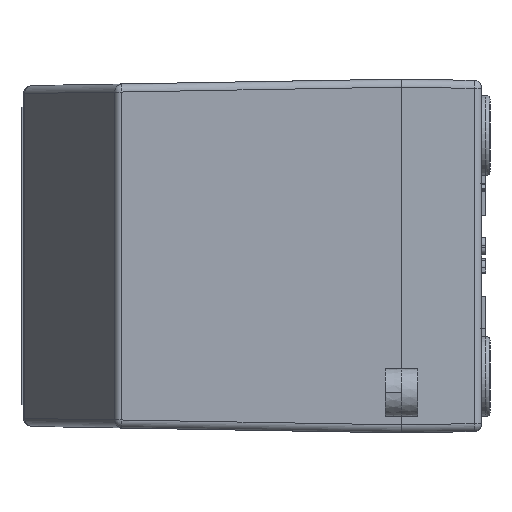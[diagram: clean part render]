
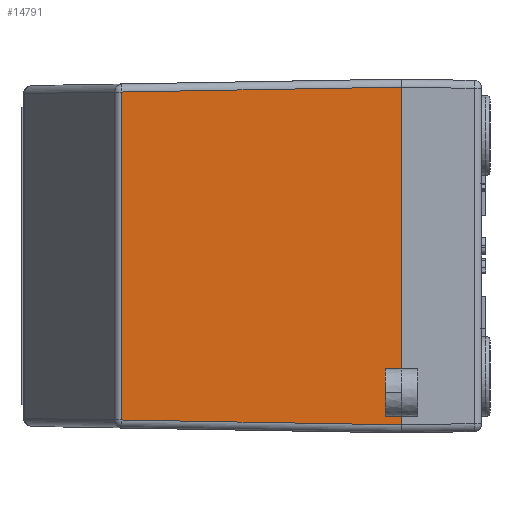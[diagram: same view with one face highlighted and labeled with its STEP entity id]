
A CAD part, left-side view. The second image highlights one B-rep face of the part: STEP entity #14791.
In plain terms, the highlighted planar face has unit normal (-1, 0.018, 0).
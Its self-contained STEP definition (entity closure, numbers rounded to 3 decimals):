
#135 = ORIENTED_EDGE ( 'NONE', *, *, #26743, .T. ) ;
#180 = VERTEX_POINT ( 'NONE', #24956 ) ;
#623 = CARTESIAN_POINT ( 'NONE',  ( -67.636, 42.626, 20.392 ) ) ;
#757 = VERTEX_POINT ( 'NONE', #8186 ) ;
#2278 = LINE ( 'NONE', #13849, #30606 ) ;
#2831 = VECTOR ( 'NONE', #3689, 1000. ) ;
#3197 = LINE ( 'NONE', #31360, #30645 ) ;
#3689 = DIRECTION ( 'NONE',  ( -0.017, -1., 0.017 ) ) ;
#4100 = EDGE_CURVE ( 'NONE', #11726, #757, #20435, .T. ) ;
#4423 = ORIENTED_EDGE ( 'NONE', *, *, #14674, .T. ) ;
#5074 = VERTEX_POINT ( 'NONE', #623 ) ;
#5636 = CARTESIAN_POINT ( 'NONE',  ( -68.244, 7.81, -20. ) ) ;
#5765 = EDGE_LOOP ( 'NONE', ( #4423, #7600, #135, #17132, #17519, #19979, #31668, #6374 ) ) ;
#6031 = VERTEX_POINT ( 'NONE', #27959 ) ;
#6374 = ORIENTED_EDGE ( 'NONE', *, *, #31734, .T. ) ;
#7288 = DIRECTION ( 'NONE',  ( 0., 0., 1. ) ) ;
#7600 = ORIENTED_EDGE ( 'NONE', *, *, #35532, .T. ) ;
#8186 = CARTESIAN_POINT ( 'NONE',  ( -68.209, 9.81, -14.035 ) ) ;
#9621 = VECTOR ( 'NONE', #7288, 1000. ) ;
#11632 = CARTESIAN_POINT ( 'NONE',  ( -68.244, 7.81, -22. ) ) ;
#11726 = VERTEX_POINT ( 'NONE', #25058 ) ;
#11851 = CARTESIAN_POINT ( 'NONE',  ( -68.242, 7.95, -14.002 ) ) ;
#12115 = LINE ( 'NONE', #24516, #32270 ) ;
#13849 = CARTESIAN_POINT ( 'NONE',  ( -67.636, 42.626, -22. ) ) ;
#14493 = DIRECTION ( 'NONE',  ( 0., 0., 1. ) ) ;
#14552 = LINE ( 'NONE', #29315, #20983 ) ;
#14674 = EDGE_CURVE ( 'NONE', #5074, #6031, #2278, .T. ) ;
#14791 = ADVANCED_FACE ( 'NONE', ( #29736 ), #31235, .T. ) ;
#14793 = CARTESIAN_POINT ( 'NONE',  ( -68.244, 7.81, -22. ) ) ;
#15625 = DIRECTION ( 'NONE',  ( -0.017, -1., -0.017 ) ) ;
#17045 = DIRECTION ( 'NONE',  ( 0., 0., 1. ) ) ;
#17132 = ORIENTED_EDGE ( 'NONE', *, *, #32990, .F. ) ;
#17318 = VERTEX_POINT ( 'NONE', #5636 ) ;
#17455 = LINE ( 'NONE', #11632, #23883 ) ;
#17519 = ORIENTED_EDGE ( 'NONE', *, *, #4100, .T. ) ;
#17530 = DIRECTION ( 'NONE',  ( 0.017, 1., 0. ) ) ;
#17662 = DIRECTION ( 'NONE',  ( 0.017, 1., -0.017 ) ) ;
#18044 = CARTESIAN_POINT ( 'NONE',  ( -68.244, 7.81, -22. ) ) ;
#19157 = EDGE_CURVE ( 'NONE', #20404, #32547, #17455, .T. ) ;
#19979 = ORIENTED_EDGE ( 'NONE', *, *, #25094, .T. ) ;
#20292 = CARTESIAN_POINT ( 'NONE',  ( -68.209, 9.81, -17. ) ) ;
#20404 = VERTEX_POINT ( 'NONE', #22376 ) ;
#20435 = LINE ( 'NONE', #20292, #34164 ) ;
#20983 = VECTOR ( 'NONE', #15625, 1000. ) ;
#22376 = CARTESIAN_POINT ( 'NONE',  ( -68.244, 7.81, -14. ) ) ;
#23883 = VECTOR ( 'NONE', #14493, 1000. ) ;
#24516 = CARTESIAN_POINT ( 'NONE',  ( -68.245, 7.775, -20.001 ) ) ;
#24956 = CARTESIAN_POINT ( 'NONE',  ( -68.244, 7.81, -21. ) ) ;
#25058 = CARTESIAN_POINT ( 'NONE',  ( -68.209, 9.81, -19.965 ) ) ;
#25094 = EDGE_CURVE ( 'NONE', #757, #20404, #32005, .T. ) ;
#26743 = EDGE_CURVE ( 'NONE', #180, #17318, #30648, .T. ) ;
#27207 = CARTESIAN_POINT ( 'NONE',  ( -68.244, 7.81, 21. ) ) ;
#27959 = CARTESIAN_POINT ( 'NONE',  ( -67.636, 42.626, -20.392 ) ) ;
#29315 = CARTESIAN_POINT ( 'NONE',  ( -68.244, 7.793, -21. ) ) ;
#29736 = FACE_OUTER_BOUND ( 'NONE', #5765, .T. ) ;
#30298 = DIRECTION ( 'NONE',  ( 0., 0., -1. ) ) ;
#30606 = VECTOR ( 'NONE', #30298, 1000. ) ;
#30640 = AXIS2_PLACEMENT_3D ( 'NONE', #14793, #33982, #17530 ) ;
#30645 = VECTOR ( 'NONE', #17662, 1000. ) ;
#30648 = LINE ( 'NONE', #18044, #9621 ) ;
#31235 = PLANE ( 'NONE',  #30640 ) ;
#31360 = CARTESIAN_POINT ( 'NONE',  ( -68.231, 8.56, 20.987 ) ) ;
#31668 = ORIENTED_EDGE ( 'NONE', *, *, #19157, .T. ) ;
#31734 = EDGE_CURVE ( 'NONE', #32547, #5074, #3197, .T. ) ;
#32005 = LINE ( 'NONE', #11851, #2831 ) ;
#32270 = VECTOR ( 'NONE', #32706, 1000. ) ;
#32547 = VERTEX_POINT ( 'NONE', #27207 ) ;
#32706 = DIRECTION ( 'NONE',  ( -0.017, -1., -0.017 ) ) ;
#32990 = EDGE_CURVE ( 'NONE', #11726, #17318, #12115, .T. ) ;
#33982 = DIRECTION ( 'NONE',  ( -1., 0.017, 0. ) ) ;
#34164 = VECTOR ( 'NONE', #17045, 1000. ) ;
#35532 = EDGE_CURVE ( 'NONE', #6031, #180, #14552, .T. ) ;
